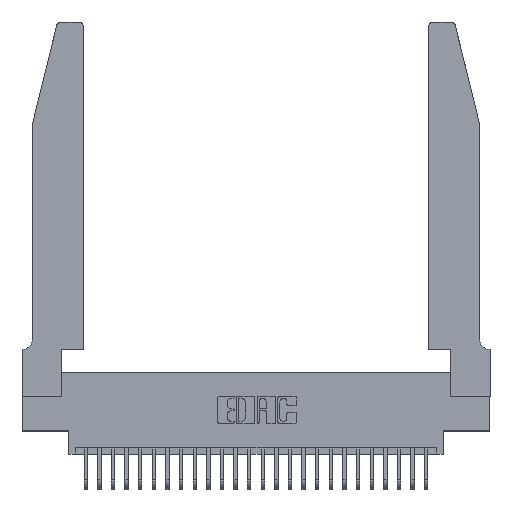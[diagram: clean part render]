
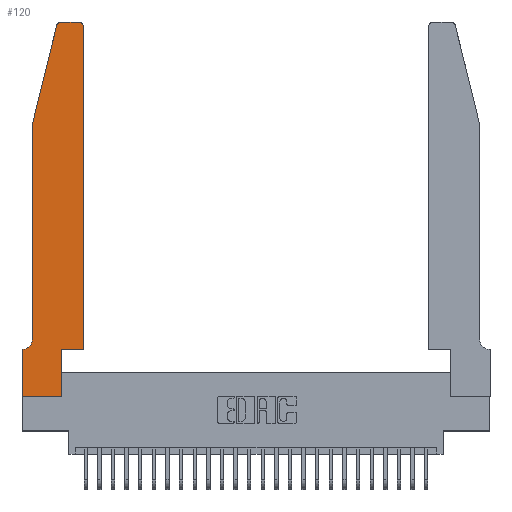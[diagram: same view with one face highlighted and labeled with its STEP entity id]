
A CAD part, top view. The second image highlights one B-rep face of the part: STEP entity #120.
In plain terms, the highlighted planar face has unit normal (0, 0, 1).
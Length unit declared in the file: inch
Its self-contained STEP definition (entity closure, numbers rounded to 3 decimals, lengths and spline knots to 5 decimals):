
#120 = ADVANCED_FACE ( 'NONE', ( #18968 ), #16829, .T. ) ;
#979 = CARTESIAN_POINT ( 'NONE',  ( 0., 0., 0.37 ) ) ;
#1040 = VERTEX_POINT ( 'NONE', #3866 ) ;
#1180 = CARTESIAN_POINT ( 'NONE',  ( 0.2865, 0.35, 0.37 ) ) ;
#1319 = AXIS2_PLACEMENT_3D ( 'NONE', #23428, #11129, #25424 ) ;
#1491 = ORIENTED_EDGE ( 'NONE', *, *, #26042, .T. ) ;
#1601 = VERTEX_POINT ( 'NONE', #7812 ) ;
#1896 = LINE ( 'NONE', #25215, #10981 ) ;
#2593 = EDGE_CURVE ( 'NONE', #20495, #25468, #23297, .T. ) ;
#2604 = CARTESIAN_POINT ( 'NONE',  ( 0.0755, 2., 0.37 ) ) ;
#2733 = DIRECTION ( 'NONE',  ( 1., 0., 0. ) ) ;
#2749 = DIRECTION ( 'NONE',  ( 1., 0., 0. ) ) ;
#2779 = VECTOR ( 'NONE', #26458, 39.37008 ) ;
#3007 = VERTEX_POINT ( 'NONE', #14453 ) ;
#3153 = EDGE_CURVE ( 'NONE', #4169, #3007, #10141, .T. ) ;
#3224 = ORIENTED_EDGE ( 'NONE', *, *, #9648, .T. ) ;
#3292 = DIRECTION ( 'NONE',  ( 0., 1., 0. ) ) ;
#3548 = ORIENTED_EDGE ( 'NONE', *, *, #10655, .T. ) ;
#3793 = VECTOR ( 'NONE', #9910, 39.37008 ) ;
#3866 = CARTESIAN_POINT ( 'NONE',  ( 0.4505, 2.72, 0.37 ) ) ;
#3915 = CIRCLE ( 'NONE', #22172, 0.03 ) ;
#4169 = VERTEX_POINT ( 'NONE', #20991 ) ;
#4322 = AXIS2_PLACEMENT_3D ( 'NONE', #20801, #8411, #22804 ) ;
#5143 = CARTESIAN_POINT ( 'NONE',  ( 0., 0., 0.37 ) ) ;
#5207 = CARTESIAN_POINT ( 'NONE',  ( 0.0755, 2., 0.37 ) ) ;
#5604 = LINE ( 'NONE', #13045, #15937 ) ;
#5670 = DIRECTION ( 'NONE',  ( 0., 0., 1. ) ) ;
#6178 = CARTESIAN_POINT ( 'NONE',  ( 0.0755, 0.42, 0.37 ) ) ;
#7038 = EDGE_CURVE ( 'NONE', #25468, #4169, #9504, .T. ) ;
#7575 = CARTESIAN_POINT ( 'NONE',  ( 0.4505, 0.35, 0.37 ) ) ;
#7720 = CIRCLE ( 'NONE', #4322, 0.03 ) ;
#7812 = CARTESIAN_POINT ( 'NONE',  ( 0.25487, 2.72718, 0.37 ) ) ;
#8288 = LINE ( 'NONE', #24438, #2779 ) ;
#8411 = DIRECTION ( 'NONE',  ( 0., 0., 1. ) ) ;
#8577 = VERTEX_POINT ( 'NONE', #20891 ) ;
#8641 = LINE ( 'NONE', #20111, #3793 ) ;
#8716 = ORIENTED_EDGE ( 'NONE', *, *, #14051, .T. ) ;
#8963 = DIRECTION ( 'NONE',  ( 0., 0., 1. ) ) ;
#9000 = EDGE_LOOP ( 'NONE', ( #1491, #21880, #19642, #18056, #25341, #19024, #21609, #8716, #3548, #17794, #23219, #3224 ) ) ;
#9504 = LINE ( 'NONE', #19512, #19831 ) ;
#9560 = VERTEX_POINT ( 'NONE', #20442 ) ;
#9648 = EDGE_CURVE ( 'NONE', #1040, #9560, #7720, .T. ) ;
#9910 = DIRECTION ( 'NONE',  ( 0., 1., 0. ) ) ;
#10141 = LINE ( 'NONE', #5143, #20478 ) ;
#10588 = LINE ( 'NONE', #1180, #26260 ) ;
#10655 = EDGE_CURVE ( 'NONE', #8577, #18118, #10588, .T. ) ;
#10770 = EDGE_CURVE ( 'NONE', #21424, #1040, #8641, .T. ) ;
#10981 = VECTOR ( 'NONE', #15061, 39.37008 ) ;
#10985 = CARTESIAN_POINT ( 'NONE',  ( 0., 0.35, 0.37 ) ) ;
#11129 = DIRECTION ( 'NONE',  ( 0., 0., -1. ) ) ;
#11571 = CARTESIAN_POINT ( 'NONE',  ( 0.2865, 0.35, 0.37 ) ) ;
#11647 = VECTOR ( 'NONE', #15499, 39.37008 ) ;
#12265 = EDGE_CURVE ( 'NONE', #18118, #21424, #5604, .T. ) ;
#13045 = CARTESIAN_POINT ( 'NONE',  ( 0.4505, 0.35, 0.37 ) ) ;
#13282 = AXIS2_PLACEMENT_3D ( 'NONE', #10985, #8963, #2733 ) ;
#13529 = EDGE_CURVE ( 'NONE', #23930, #1601, #3915, .T. ) ;
#13916 = CARTESIAN_POINT ( 'NONE',  ( 0.284, 2.75, 0.37 ) ) ;
#14051 = EDGE_CURVE ( 'NONE', #3007, #8577, #22584, .T. ) ;
#14453 = CARTESIAN_POINT ( 'NONE',  ( 0., 0., 0.37 ) ) ;
#14460 = VECTOR ( 'NONE', #25739, 39.37008 ) ;
#15061 = DIRECTION ( 'NONE',  ( -1., 0., 0. ) ) ;
#15208 = VERTEX_POINT ( 'NONE', #2604 ) ;
#15499 = DIRECTION ( 'NONE',  ( 1., 0., 0. ) ) ;
#15828 = EDGE_CURVE ( 'NONE', #1601, #15208, #19942, .T. ) ;
#15937 = VECTOR ( 'NONE', #2749, 39.37008 ) ;
#16829 = PLANE ( 'NONE',  #13282 ) ;
#17010 = EDGE_CURVE ( 'NONE', #15208, #20495, #8288, .T. ) ;
#17794 = ORIENTED_EDGE ( 'NONE', *, *, #12265, .T. ) ;
#18054 = CARTESIAN_POINT ( 'NONE',  ( 0.284, 2.72, 0.37 ) ) ;
#18056 = ORIENTED_EDGE ( 'NONE', *, *, #17010, .T. ) ;
#18118 = VERTEX_POINT ( 'NONE', #11571 ) ;
#18968 = FACE_OUTER_BOUND ( 'NONE', #9000, .T. ) ;
#19024 = ORIENTED_EDGE ( 'NONE', *, *, #7038, .T. ) ;
#19512 = CARTESIAN_POINT ( 'NONE',  ( 0.0755, 0.35, 0.37 ) ) ;
#19596 = DIRECTION ( 'NONE',  ( 0., -1., 0. ) ) ;
#19642 = ORIENTED_EDGE ( 'NONE', *, *, #15828, .T. ) ;
#19831 = VECTOR ( 'NONE', #25514, 39.37008 ) ;
#19942 = LINE ( 'NONE', #5207, #14460 ) ;
#20111 = CARTESIAN_POINT ( 'NONE',  ( 0.4505, 0.35, 0.37 ) ) ;
#20134 = DIRECTION ( 'NONE',  ( 1., 0., 0. ) ) ;
#20442 = CARTESIAN_POINT ( 'NONE',  ( 0.4205, 2.75, 0.37 ) ) ;
#20478 = VECTOR ( 'NONE', #19596, 39.37008 ) ;
#20495 = VERTEX_POINT ( 'NONE', #6178 ) ;
#20801 = CARTESIAN_POINT ( 'NONE',  ( 0.4205, 2.72, 0.37 ) ) ;
#20891 = CARTESIAN_POINT ( 'NONE',  ( 0.2865, 0., 0.37 ) ) ;
#20991 = CARTESIAN_POINT ( 'NONE',  ( 0., 0.35, 0.37 ) ) ;
#21424 = VERTEX_POINT ( 'NONE', #7575 ) ;
#21609 = ORIENTED_EDGE ( 'NONE', *, *, #3153, .T. ) ;
#21880 = ORIENTED_EDGE ( 'NONE', *, *, #13529, .T. ) ;
#22172 = AXIS2_PLACEMENT_3D ( 'NONE', #18054, #5670, #20134 ) ;
#22584 = LINE ( 'NONE', #979, #11647 ) ;
#22804 = DIRECTION ( 'NONE',  ( 1., 0., 0. ) ) ;
#23219 = ORIENTED_EDGE ( 'NONE', *, *, #10770, .T. ) ;
#23297 = CIRCLE ( 'NONE', #1319, 0.07 ) ;
#23428 = CARTESIAN_POINT ( 'NONE',  ( 0.0055, 0.42, 0.37 ) ) ;
#23930 = VERTEX_POINT ( 'NONE', #13916 ) ;
#24438 = CARTESIAN_POINT ( 'NONE',  ( 0.0755, 2., 0.37 ) ) ;
#25215 = CARTESIAN_POINT ( 'NONE',  ( 0.2605, 2.75, 0.37 ) ) ;
#25341 = ORIENTED_EDGE ( 'NONE', *, *, #2593, .T. ) ;
#25424 = DIRECTION ( 'NONE',  ( -1., 0., 0. ) ) ;
#25468 = VERTEX_POINT ( 'NONE', #25506 ) ;
#25506 = CARTESIAN_POINT ( 'NONE',  ( 0.0055, 0.35, 0.37 ) ) ;
#25514 = DIRECTION ( 'NONE',  ( -1., 0., 0. ) ) ;
#25739 = DIRECTION ( 'NONE',  ( -0.239, -0.971, 0. ) ) ;
#26042 = EDGE_CURVE ( 'NONE', #9560, #23930, #1896, .T. ) ;
#26260 = VECTOR ( 'NONE', #3292, 39.37008 ) ;
#26458 = DIRECTION ( 'NONE',  ( 0., -1., 0. ) ) ;
